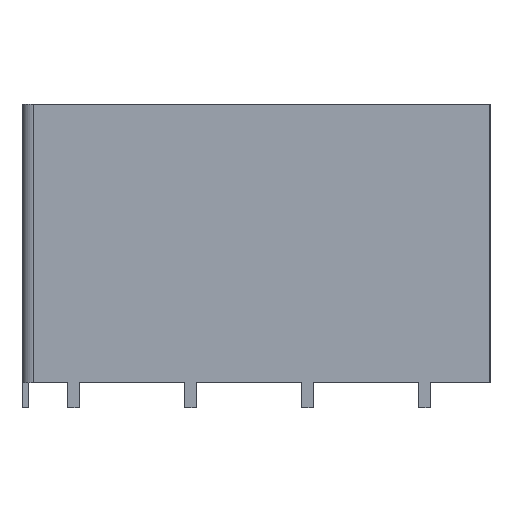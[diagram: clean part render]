
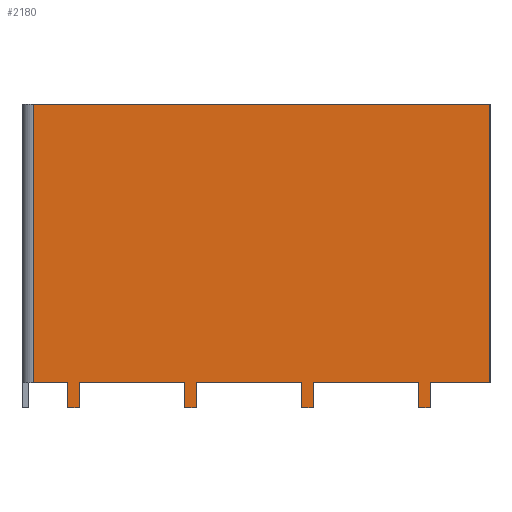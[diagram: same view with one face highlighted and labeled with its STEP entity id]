
A CAD part, left-side view. The second image highlights one B-rep face of the part: STEP entity #2180.
In plain terms, the highlighted planar face has unit normal (-1, 0, 0).
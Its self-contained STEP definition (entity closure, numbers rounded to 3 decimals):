
#337=CARTESIAN_POINT('',(-38.25,-36.35,-2.25));
#338=VERTEX_POINT('',#337);
#345=CARTESIAN_POINT('',(-38.25,-35.35,-2.25));
#346=VERTEX_POINT('',#345);
#347=CARTESIAN_POINT('',(-38.25,-36.35,-2.25));
#348=DIRECTION('',(0.0,1.0,0.0));
#349=VECTOR('',#348,1.0);
#350=LINE('',#347,#349);
#351=EDGE_CURVE('',#338,#346,#350,.T.);
#367=CARTESIAN_POINT('',(-38.25,-35.35,0.0));
#368=VERTEX_POINT('',#367);
#369=CARTESIAN_POINT('',(-38.25,-35.35,-2.25));
#370=DIRECTION('',(0.0,0.0,1.0));
#371=VECTOR('',#370,2.25);
#372=LINE('',#369,#371);
#373=EDGE_CURVE('',#346,#368,#372,.T.);
#406=CARTESIAN_POINT('',(-38.25,-36.35,0.0));
#407=VERTEX_POINT('',#406);
#414=CARTESIAN_POINT('',(-38.25,-36.35,-2.25));
#415=DIRECTION('',(0.0,0.0,1.0));
#416=VECTOR('',#415,2.25);
#417=LINE('',#414,#416);
#418=EDGE_CURVE('',#338,#407,#417,.T.);
#430=CARTESIAN_POINT('',(-38.25,-25.85,0.0));
#431=VERTEX_POINT('',#430);
#432=CARTESIAN_POINT('',(-38.25,-25.85,0.0));
#433=DIRECTION('',(0.0,-1.0,0.0));
#434=VECTOR('',#433,9.5);
#435=LINE('',#432,#434);
#436=EDGE_CURVE('',#431,#368,#435,.T.);
#470=CARTESIAN_POINT('',(-38.25,-25.85,-2.25));
#471=VERTEX_POINT('',#470);
#478=CARTESIAN_POINT('',(-38.25,-24.85,-2.25));
#479=VERTEX_POINT('',#478);
#480=CARTESIAN_POINT('',(-38.25,-25.85,-2.25));
#481=DIRECTION('',(0.0,1.0,0.0));
#482=VECTOR('',#481,1.0);
#483=LINE('',#480,#482);
#484=EDGE_CURVE('',#471,#479,#483,.T.);
#500=CARTESIAN_POINT('',(-38.25,-24.85,0.0));
#501=VERTEX_POINT('',#500);
#502=CARTESIAN_POINT('',(-38.25,-24.85,-2.25));
#503=DIRECTION('',(0.0,0.0,1.0));
#504=VECTOR('',#503,2.25);
#505=LINE('',#502,#504);
#506=EDGE_CURVE('',#479,#501,#505,.T.);
#538=CARTESIAN_POINT('',(-38.25,-25.85,-2.25));
#539=DIRECTION('',(0.0,0.0,1.0));
#540=VECTOR('',#539,2.25);
#541=LINE('',#538,#540);
#542=EDGE_CURVE('',#471,#431,#541,.T.);
#554=CARTESIAN_POINT('',(-38.25,-15.35,0.0));
#555=VERTEX_POINT('',#554);
#556=CARTESIAN_POINT('',(-38.25,-15.35,0.0));
#557=DIRECTION('',(0.0,-1.0,0.0));
#558=VECTOR('',#557,9.5);
#559=LINE('',#556,#558);
#560=EDGE_CURVE('',#555,#501,#559,.T.);
#586=CARTESIAN_POINT('',(-38.25,-14.35,-2.25));
#587=VERTEX_POINT('',#586);
#602=CARTESIAN_POINT('',(-38.25,-15.35,-2.25));
#603=VERTEX_POINT('',#602);
#610=CARTESIAN_POINT('',(-38.25,-14.35,-2.25));
#611=DIRECTION('',(0.0,-1.0,0.0));
#612=VECTOR('',#611,1.0);
#613=LINE('',#610,#612);
#614=EDGE_CURVE('',#587,#603,#613,.T.);
#631=CARTESIAN_POINT('',(-38.25,-15.35,0.0));
#632=DIRECTION('',(0.0,0.0,-1.0));
#633=VECTOR('',#632,2.25);
#634=LINE('',#631,#633);
#635=EDGE_CURVE('',#555,#603,#634,.T.);
#646=CARTESIAN_POINT('',(-38.25,-14.35,0.0));
#647=VERTEX_POINT('',#646);
#648=CARTESIAN_POINT('',(-38.25,-14.35,0.0));
#649=DIRECTION('',(0.0,0.0,-1.0));
#650=VECTOR('',#649,2.25);
#651=LINE('',#648,#650);
#652=EDGE_CURVE('',#647,#587,#651,.T.);
#678=CARTESIAN_POINT('',(-38.25,-4.85,0.0));
#679=VERTEX_POINT('',#678);
#680=CARTESIAN_POINT('',(-38.25,-4.85,0.0));
#681=DIRECTION('',(0.0,-1.0,0.0));
#682=VECTOR('',#681,9.5);
#683=LINE('',#680,#682);
#684=EDGE_CURVE('',#679,#647,#683,.T.);
#710=CARTESIAN_POINT('',(-38.25,-3.85,-2.25));
#711=VERTEX_POINT('',#710);
#726=CARTESIAN_POINT('',(-38.25,-4.85,-2.25));
#727=VERTEX_POINT('',#726);
#734=CARTESIAN_POINT('',(-38.25,-3.85,-2.25));
#735=DIRECTION('',(0.0,-1.0,0.0));
#736=VECTOR('',#735,1.0);
#737=LINE('',#734,#736);
#738=EDGE_CURVE('',#711,#727,#737,.T.);
#755=CARTESIAN_POINT('',(-38.25,-4.85,0.0));
#756=DIRECTION('',(0.0,0.0,-1.0));
#757=VECTOR('',#756,2.25);
#758=LINE('',#755,#757);
#759=EDGE_CURVE('',#679,#727,#758,.T.);
#770=CARTESIAN_POINT('',(-38.25,-3.85,0.0));
#771=VERTEX_POINT('',#770);
#772=CARTESIAN_POINT('',(-38.25,-3.85,0.0));
#773=DIRECTION('',(0.0,0.0,-1.0));
#774=VECTOR('',#773,2.25);
#775=LINE('',#772,#774);
#776=EDGE_CURVE('',#771,#711,#775,.T.);
#802=CARTESIAN_POINT('',(-38.25,-0.77,0.0));
#803=VERTEX_POINT('',#802);
#804=CARTESIAN_POINT('',(-38.25,-0.77,0.0));
#805=DIRECTION('',(0.0,-1.0,0.0));
#806=VECTOR('',#805,3.08);
#807=LINE('',#804,#806);
#808=EDGE_CURVE('',#803,#771,#807,.T.);
#968=CARTESIAN_POINT('',(-38.25,-41.73,0.0));
#969=VERTEX_POINT('',#968);
#976=CARTESIAN_POINT('',(-38.25,-36.35,0.0));
#977=DIRECTION('',(0.0,-1.0,0.0));
#978=VECTOR('',#977,5.38);
#979=LINE('',#976,#978);
#980=EDGE_CURVE('',#407,#969,#979,.T.);
#2122=CARTESIAN_POINT('',(-38.25,-41.73,25.0));
#2123=VERTEX_POINT('',#2122);
#2130=CARTESIAN_POINT('',(-38.25,-41.73,0.0));
#2131=DIRECTION('',(0.0,0.0,1.0));
#2132=VECTOR('',#2131,25.0);
#2133=LINE('',#2130,#2132);
#2134=EDGE_CURVE('',#969,#2123,#2133,.T.);
#2141=CARTESIAN_POINT('',(-38.25,-17.73,0.0));
#2142=DIRECTION('',(-1.0,0.0,0.0));
#2143=DIRECTION('',(0.0,0.0,1.0));
#2144=AXIS2_PLACEMENT_3D('',#2141,#2142,#2143);
#2145=PLANE('',#2144);
#2146=CARTESIAN_POINT('',(-38.25,-0.77,25.0));
#2147=VERTEX_POINT('',#2146);
#2148=CARTESIAN_POINT('',(-38.25,-41.73,25.0));
#2149=DIRECTION('',(0.0,1.0,0.0));
#2150=VECTOR('',#2149,40.96);
#2151=LINE('',#2148,#2150);
#2152=EDGE_CURVE('',#2123,#2147,#2151,.T.);
#2153=ORIENTED_EDGE('',*,*,#2152,.T.);
#2154=CARTESIAN_POINT('',(-38.25,-0.77,0.0));
#2155=DIRECTION('',(0.0,0.0,1.0));
#2156=VECTOR('',#2155,25.0);
#2157=LINE('',#2154,#2156);
#2158=EDGE_CURVE('',#803,#2147,#2157,.T.);
#2159=ORIENTED_EDGE('',*,*,#2158,.F.);
#2160=ORIENTED_EDGE('',*,*,#808,.T.);
#2161=ORIENTED_EDGE('',*,*,#776,.T.);
#2162=ORIENTED_EDGE('',*,*,#738,.T.);
#2163=ORIENTED_EDGE('',*,*,#759,.F.);
#2164=ORIENTED_EDGE('',*,*,#684,.T.);
#2165=ORIENTED_EDGE('',*,*,#652,.T.);
#2166=ORIENTED_EDGE('',*,*,#614,.T.);
#2167=ORIENTED_EDGE('',*,*,#635,.F.);
#2168=ORIENTED_EDGE('',*,*,#560,.T.);
#2169=ORIENTED_EDGE('',*,*,#506,.F.);
#2170=ORIENTED_EDGE('',*,*,#484,.F.);
#2171=ORIENTED_EDGE('',*,*,#542,.T.);
#2172=ORIENTED_EDGE('',*,*,#436,.T.);
#2173=ORIENTED_EDGE('',*,*,#373,.F.);
#2174=ORIENTED_EDGE('',*,*,#351,.F.);
#2175=ORIENTED_EDGE('',*,*,#418,.T.);
#2176=ORIENTED_EDGE('',*,*,#980,.T.);
#2177=ORIENTED_EDGE('',*,*,#2134,.T.);
#2178=EDGE_LOOP('',(#2153,#2159,#2160,#2161,#2162,#2163,#2164,#2165,#2166,#2167,#2168,#2169,#2170,#2171,#2172,#2173,#2174,#2175,#2176,#2177));
#2179=FACE_OUTER_BOUND('',#2178,.T.);
#2180=ADVANCED_FACE('',(#2179),#2145,.T.);
